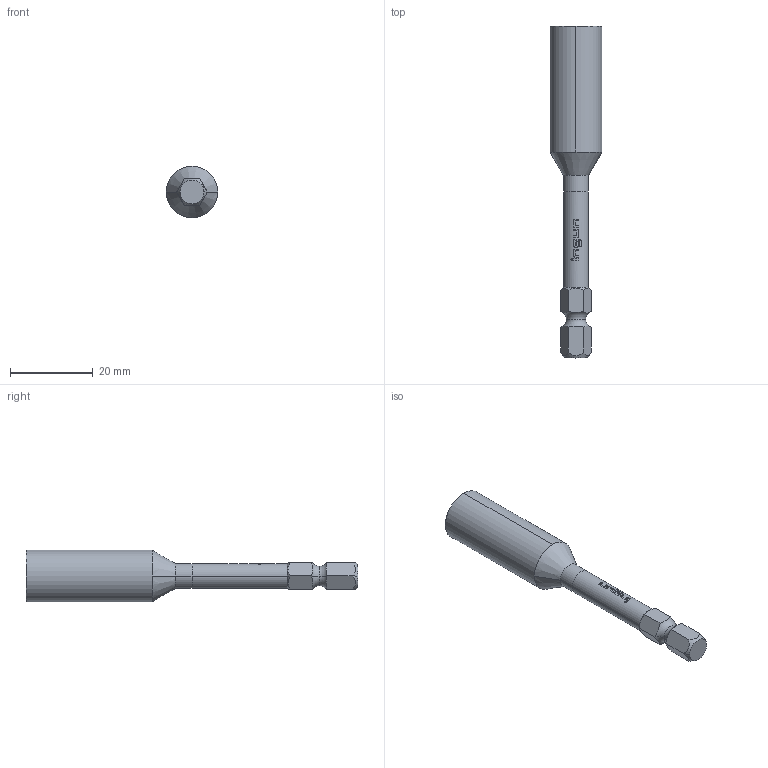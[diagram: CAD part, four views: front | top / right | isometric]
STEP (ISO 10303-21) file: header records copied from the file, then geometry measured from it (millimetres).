
FILE_DESCRIPTION (( 'STEP AP203' ), '1' );
FILE_NAME ('INGUN_BIT-HKR-612_SW10.STEP', '2022-03-09T14:19:17', ( 'ochi' ), ( '' ), 'SwSTEP 2.0', 'SolidWorks 2018', '' );
FILE_SCHEMA (( 'CONFIG_CONTROL_DESIGN' ));
Length unit declared in the file: millimetre
Products named in the file (1): INGUN_BIT-HKR-612_SW10
Bounding box: 12.5 x 80 x 12.5 mm (x, y, z)
Volume: 2942.1 mm3; surface area: 3379.4 mm2
Topology: 1 solids, 1 shells, 134 faces, 353 edges, 228 vertices
Faces by surface type: plane 73, cylinder 23, bspline 22, cone 12, torus 4
Entity records: 4692 total; most frequent: CARTESIAN_POINT 1496, ORIENTED_EDGE 706, DIRECTION 569, EDGE_CURVE 353, VERTEX_POINT 228, AXIS2_PLACEMENT_3D 213, VECTOR 143, LINE 143
